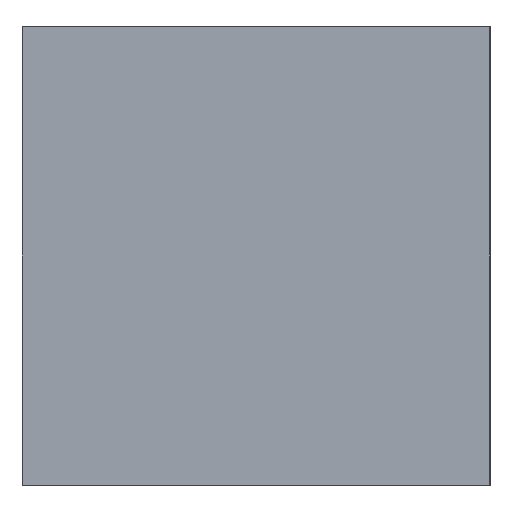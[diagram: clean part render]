
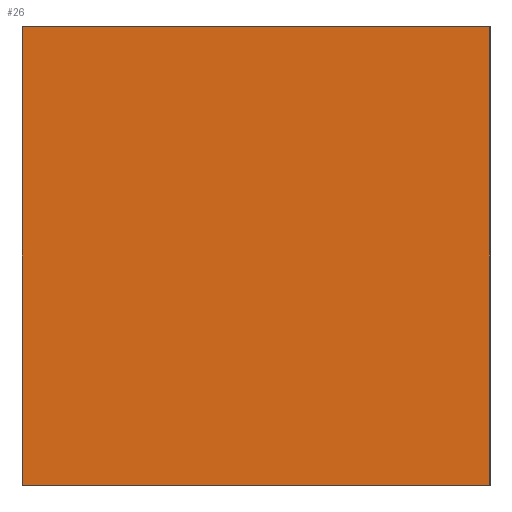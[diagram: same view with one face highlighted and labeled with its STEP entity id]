
A CAD part, left-side view. The second image highlights one B-rep face of the part: STEP entity #26.
In plain terms, the highlighted face is planar.
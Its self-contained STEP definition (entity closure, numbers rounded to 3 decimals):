
#8 = VECTOR ( 'NONE', #15, 1000. ) ;
#11 = LINE ( 'NONE', #13, #8 ) ;
#13 = CARTESIAN_POINT ( 'NONE',  ( 0.5, 0.51, -0.25 ) ) ;
#15 = DIRECTION ( 'NONE',  ( 0., 0., 1. ) ) ;
#18 = DIRECTION ( 'NONE',  ( 1., 0., 0. ) ) ;
#19 = CARTESIAN_POINT ( 'NONE',  ( 0.5, 0.255, -0.25 ) ) ;
#20 = DIRECTION ( 'NONE',  ( 0., 1., 0. ) ) ;
#21 = AXIS2_PLACEMENT_3D ( 'NONE', #19, #18, #20 ) ;
#22 = PLANE ( 'NONE',  #21 ) ;
#26 = ADVANCED_FACE ( 'NONE', ( #118 ), #22, .T. ) ;
#27 = ORIENTED_EDGE ( 'NONE', *, *, #46, .T. ) ;
#29 = ORIENTED_EDGE ( 'NONE', *, *, #32, .T. ) ;
#31 = ORIENTED_EDGE ( 'NONE', *, *, #61, .T. ) ;
#32 = EDGE_CURVE ( 'NONE', #44, #65, #11, .T. ) ;
#33 = EDGE_LOOP ( 'NONE', ( #27, #29, #31, #149 ) ) ;
#44 = VERTEX_POINT ( 'NONE', #327 ) ;
#46 = EDGE_CURVE ( 'NONE', #60, #44, #276, .T. ) ;
#53 = EDGE_CURVE ( 'NONE', #114, #60, #198, .T. ) ;
#60 = VERTEX_POINT ( 'NONE', #330 ) ;
#61 = EDGE_CURVE ( 'NONE', #65, #114, #332, .T. ) ;
#65 = VERTEX_POINT ( 'NONE', #296 ) ;
#114 = VERTEX_POINT ( 'NONE', #373 ) ;
#118 = FACE_OUTER_BOUND ( 'NONE', #33, .T. ) ;
#149 = ORIENTED_EDGE ( 'NONE', *, *, #53, .T. ) ;
#195 = DIRECTION ( 'NONE',  ( 0., 0., -1. ) ) ;
#196 = VECTOR ( 'NONE', #195, 1000. ) ;
#197 = CARTESIAN_POINT ( 'NONE',  ( 0.5, 0., -0.25 ) ) ;
#198 = LINE ( 'NONE', #197, #196 ) ;
#276 = LINE ( 'NONE', #305, #304 ) ;
#293 = DIRECTION ( 'NONE',  ( 0., -1., 0. ) ) ;
#294 = VECTOR ( 'NONE', #293, 1000. ) ;
#296 = CARTESIAN_POINT ( 'NONE',  ( 0.5, 0.51, 0.25 ) ) ;
#303 = DIRECTION ( 'NONE',  ( 0., 1., 0. ) ) ;
#304 = VECTOR ( 'NONE', #303, 1000. ) ;
#305 = CARTESIAN_POINT ( 'NONE',  ( 0.5, 0.255, -0.25 ) ) ;
#327 = CARTESIAN_POINT ( 'NONE',  ( 0.5, 0.51, -0.25 ) ) ;
#330 = CARTESIAN_POINT ( 'NONE',  ( 0.5, 0., -0.25 ) ) ;
#331 = CARTESIAN_POINT ( 'NONE',  ( 0.5, 0.255, 0.25 ) ) ;
#332 = LINE ( 'NONE', #331, #294 ) ;
#373 = CARTESIAN_POINT ( 'NONE',  ( 0.5, 0., 0.25 ) ) ;
